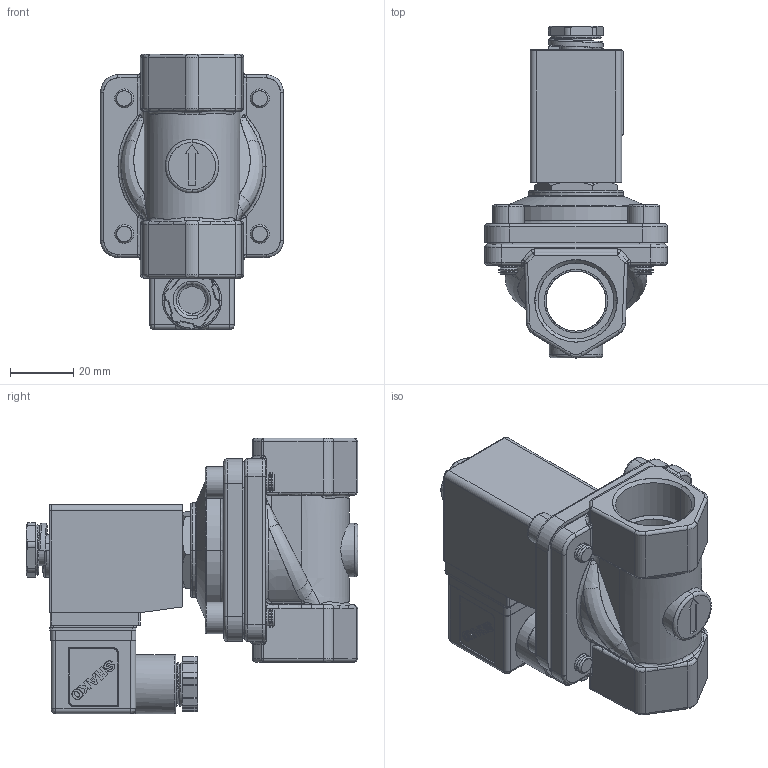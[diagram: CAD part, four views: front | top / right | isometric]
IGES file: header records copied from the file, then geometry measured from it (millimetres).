
Start section: SolidWorks IGES file using analytic representation for surfaces
Global section: file name: PU220A-06.IGS; native system: SolidWorks 2012; preprocessor: SolidWorks 2012; author: Administrator; date: 150803.130633; units: millimetre
Bounding box: 58 x 105.3 x 87.4 mm (x, y, z)
Surface area: 62331.1 mm2 (no closed solid volume)
Topology: 0 solids, 0 shells, 1310 faces, 16371 edges, 19590 vertices
Faces by surface type: revolution 693, bspline 617
